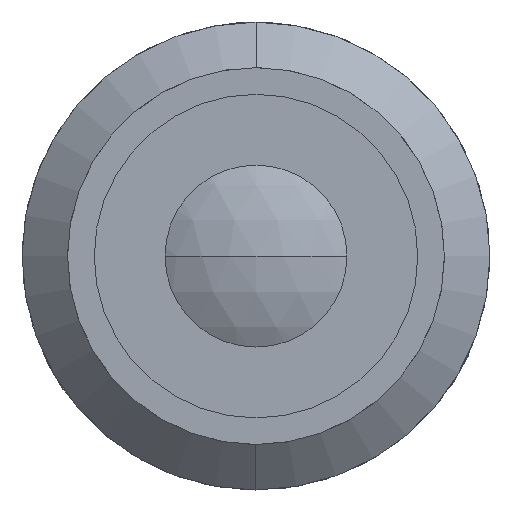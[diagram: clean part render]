
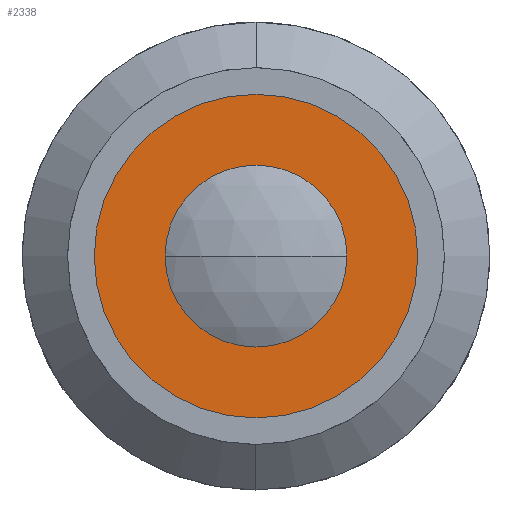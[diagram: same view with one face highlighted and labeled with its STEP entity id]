
A CAD part, left-side view. The second image highlights one B-rep face of the part: STEP entity #2338.
In plain terms, the highlighted planar face has unit normal (-1, 0, 0).
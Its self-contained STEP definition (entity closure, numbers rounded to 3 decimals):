
#215 = FACE_OUTER_BOUND ( 'NONE', #4422, .T. ) ;
#262 = EDGE_CURVE ( 'NONE', #2014, #376, #2183, .T. ) ;
#333 = CIRCLE ( 'NONE', #1979, 13.5 ) ;
#359 = CARTESIAN_POINT ( 'NONE',  ( 3.8, 0., 7. ) ) ;
#364 = CARTESIAN_POINT ( 'NONE',  ( 3.8, 0., 0. ) ) ;
#376 = VERTEX_POINT ( 'NONE', #3177 ) ;
#385 = CARTESIAN_POINT ( 'NONE',  ( 3.8, 0., 0. ) ) ;
#448 = DIRECTION ( 'NONE',  ( -1., 0., 0. ) ) ;
#470 = ORIENTED_EDGE ( 'NONE', *, *, #3615, .F. ) ;
#508 = CARTESIAN_POINT ( 'NONE',  ( 3.8, 0., 0. ) ) ;
#518 = ORIENTED_EDGE ( 'NONE', *, *, #4190, .T. ) ;
#560 = AXIS2_PLACEMENT_3D ( 'NONE', #1536, #448, #1802 ) ;
#568 = CARTESIAN_POINT ( 'NONE',  ( 3.8, 13.5, 0. ) ) ;
#913 = CIRCLE ( 'NONE', #560, 7. ) ;
#1171 = DIRECTION ( 'NONE',  ( 0., 0., 1. ) ) ;
#1200 = VERTEX_POINT ( 'NONE', #2852 ) ;
#1430 = AXIS2_PLACEMENT_3D ( 'NONE', #508, #4253, #1171 ) ;
#1532 = ORIENTED_EDGE ( 'NONE', *, *, #262, .F. ) ;
#1536 = CARTESIAN_POINT ( 'NONE',  ( 3.8, 0., 0. ) ) ;
#1574 = PLANE ( 'NONE',  #4140 ) ;
#1609 = EDGE_CURVE ( 'NONE', #1200, #3167, #333, .T. ) ;
#1802 = DIRECTION ( 'NONE',  ( 0., 0., 1. ) ) ;
#1889 = FACE_BOUND ( 'NONE', #3961, .T. ) ;
#1969 = AXIS2_PLACEMENT_3D ( 'NONE', #385, #4104, #2426 ) ;
#1979 = AXIS2_PLACEMENT_3D ( 'NONE', #364, #3522, #2447 ) ;
#2001 = ORIENTED_EDGE ( 'NONE', *, *, #1609, .T. ) ;
#2014 = VERTEX_POINT ( 'NONE', #359 ) ;
#2183 = CIRCLE ( 'NONE', #1969, 7. ) ;
#2285 = CARTESIAN_POINT ( 'NONE',  ( 3.8, 0., -13.5 ) ) ;
#2338 = ADVANCED_FACE ( 'NONE', ( #1889, #215 ), #1574, .F. ) ;
#2426 = DIRECTION ( 'NONE',  ( 0., 0., 1. ) ) ;
#2447 = DIRECTION ( 'NONE',  ( 0., 0., 1. ) ) ;
#2793 = CIRCLE ( 'NONE', #1430, 13.5 ) ;
#2852 = CARTESIAN_POINT ( 'NONE',  ( 3.8, 0., 13.5 ) ) ;
#2945 = DIRECTION ( 'NONE',  ( 1., 0., 0. ) ) ;
#3167 = VERTEX_POINT ( 'NONE', #2285 ) ;
#3177 = CARTESIAN_POINT ( 'NONE',  ( 3.8, 0., -7. ) ) ;
#3522 = DIRECTION ( 'NONE',  ( -1., 0., 0. ) ) ;
#3615 = EDGE_CURVE ( 'NONE', #376, #2014, #913, .T. ) ;
#3935 = DIRECTION ( 'NONE',  ( 0., 0., -1. ) ) ;
#3961 = EDGE_LOOP ( 'NONE', ( #1532, #470 ) ) ;
#4104 = DIRECTION ( 'NONE',  ( -1., 0., 0. ) ) ;
#4140 = AXIS2_PLACEMENT_3D ( 'NONE', #568, #2945, #3935 ) ;
#4190 = EDGE_CURVE ( 'NONE', #3167, #1200, #2793, .T. ) ;
#4253 = DIRECTION ( 'NONE',  ( -1., 0., 0. ) ) ;
#4422 = EDGE_LOOP ( 'NONE', ( #2001, #518 ) ) ;
